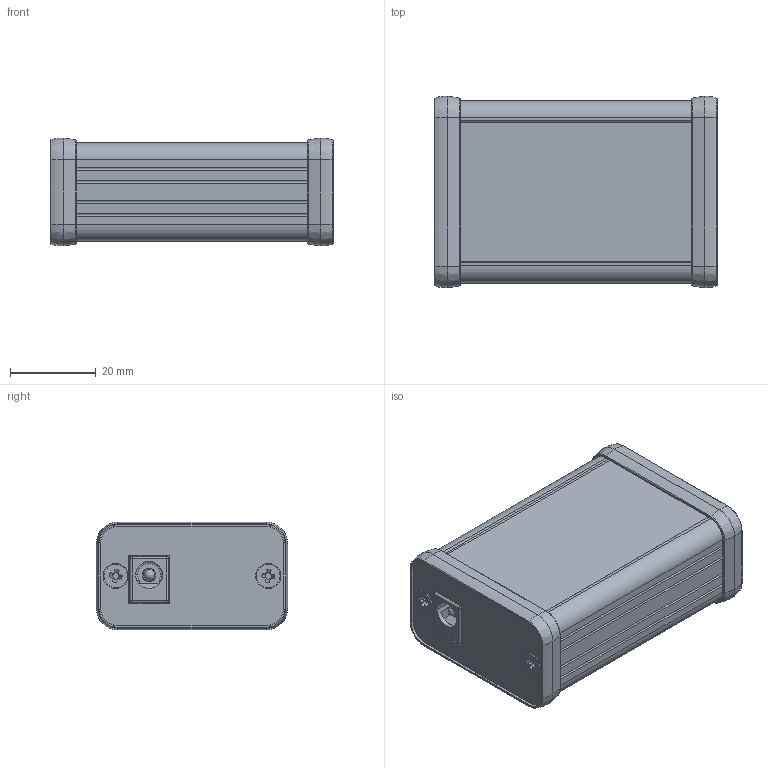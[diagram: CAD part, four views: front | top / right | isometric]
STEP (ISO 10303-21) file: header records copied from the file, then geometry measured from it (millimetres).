
FILE_DESCRIPTION(('FreeCAD Model'),'2;1');
FILE_NAME('Open CASCADE Shape Model','2022-02-04T23:34:32',('Author'),( ''),'Open CASCADE STEP processor 7.5','FreeCAD','Unknown');
FILE_SCHEMA(('AUTOMOTIVE_DESIGN { 1 0 10303 214 1 1 1 1 }'));
Length unit declared in the file: millimetre
Products named in the file (25): assembly; Parts; 1455D602; Extrusion Tube w. Inlay 60mm; 1455 Black screw; 1455 Black screw001; 1455 Black screw002; 1455 Black screw003; LCS; Front Bezel; Back Bezel; pcb-adr1399-vref; Board_Geoms_1364; Pcb_1364; Step_Models_1364; Top_1364; J1_54-00130_0b9d4587839c; R2_R_0805_2012Metric_4d09f17c0e32; C4_C_0805_2012Metric_924e94be286f; J3_CT3151SP_0_b83ad89091ef; U1_Analog_TO-46-4_ThermalShield_8fb0bece400e; C1_C_1206_3216Metric_b3bb6e5f0510; Assembly; LCS_Origin
Assembly tree (33 placements, depth 6):
  assembly
    Parts
      1455D602
        Extrusion Tube w. Inlay 60mm
        1455 Black screw
        1455 Black screw001
        1455 Black screw002
        1455 Black screw003
        LCS
        Front Bezel
        Back Bezel
      pcb-adr1399-vref
        Board_Geoms_1364
          Pcb_1364
        Step_Models_1364
          Top_1364
            J1_54-00130_0b9d4587839c
            R2_R_0805_2012Metric_4d09f17c0e32  x5
            C4_C_0805_2012Metric_924e94be286f  x3
            J3_CT3151SP_0_b83ad89091ef  x2
            U1_Analog_TO-46-4_ThermalShield_8fb0bece400e
            C1_C_1206_3216Metric_b3bb6e5f0510
    Assembly
      LCS_Origin
    LCS_Origin
    1455D602
      Extrusion Tube w. Inlay 60mm
      1455 Black screw
      1455 Black screw001
      1455 Black screw002
      1455 Black screw003
      LCS
      Front Bezel
      Back Bezel
    pcb-adr1399-vref
      Board_Geoms_1364
        Pcb_1364
      Step_Models_1364
        Top_1364
          J1_54-00130_0b9d4587839c
          R2_R_0805_2012Metric_4d09f17c0e32  x5
          C4_C_0805_2012Metric_924e94be286f  x3
          J3_CT3151SP_0_b83ad89091ef  x2
          U1_Analog_TO-46-4_ThermalShield_8fb0bece400e
          C1_C_1206_3216Metric_b3bb6e5f0510
Bounding box: 66.1 x 44.63 x 25.13 mm (x, y, z)
Volume: 44517.5 mm3; surface area: 75603.5 mm2
Topology: 48 solids, 344 shells, 1966 faces, 10528 edges, 15800 vertices
Faces by surface type: plane 844, cylinder 628, bspline 258, cone 92, revolution 92, torus 52
Full cylindrical faces by diameter (mm): 0.445 x8, 0.7 x8, 1.6 x16, 3.5 x8, 3.81 x8, 8.014 x2, 8.414 x2, 10.414 x2, 12 x4
Entity records: 50423 total; most frequent: CARTESIAN_POINT 14589, DIRECTION 5514, ORIENTED_EDGE 4378, EDGE_CURVE 2614, LINE 2119, VECTOR 2119, VERTEX_POINT 1998, AXIS2_PLACEMENT_3D 1686
